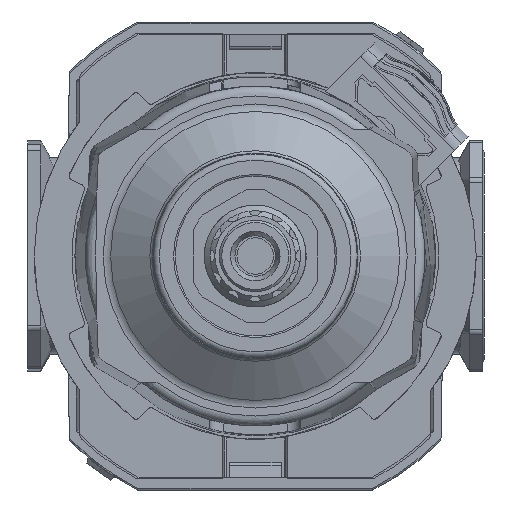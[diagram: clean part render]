
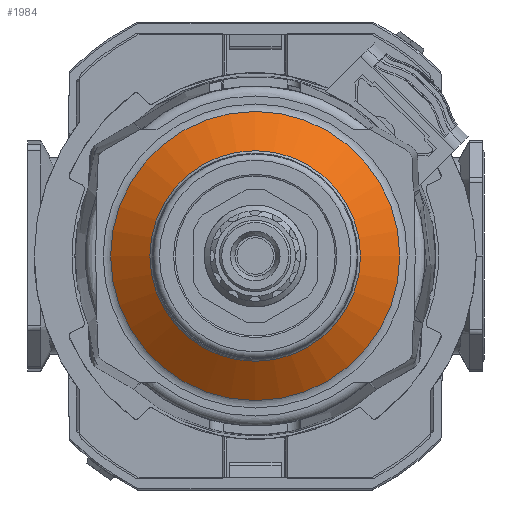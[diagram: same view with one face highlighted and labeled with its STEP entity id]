
A CAD part, front view. The second image highlights one B-rep face of the part: STEP entity #1984.
In plain terms, the highlighted conical face has half-angle 54.996 degrees and reference radius 22.24 mm.
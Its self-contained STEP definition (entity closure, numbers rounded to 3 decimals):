
#1984 = ADVANCED_FACE( '', ( #4507, #4508 ), #4509, .T. );
#4507 = FACE_BOUND( '', #7840, .T. );
#4508 = FACE_OUTER_BOUND( '', #7841, .T. );
#4509 = CONICAL_SURFACE( '', #7842, 22.24, 0.96 );
#7840 = EDGE_LOOP( '', ( #14033 ) );
#7841 = EDGE_LOOP( '', ( #14034 ) );
#7842 = AXIS2_PLACEMENT_3D( '', #14035, #14036, #14037 );
#14033 = ORIENTED_EDGE( '', *, *, #21495, .F. );
#14034 = ORIENTED_EDGE( '', *, *, #21496, .T. );
#14035 = CARTESIAN_POINT( '', ( 0., 5.938, 0. ) );
#14036 = DIRECTION( '', ( 0., 1., 0. ) );
#14037 = DIRECTION( '', ( -1., 0., 0. ) );
#21495 = EDGE_CURVE( '', #26726, #26726, #26727, .T. );
#21496 = EDGE_CURVE( '', #26728, #26728, #26729, .T. );
#26726 = VERTEX_POINT( '', #35620 );
#26727 = CIRCLE( '', #35621, 16.199 );
#26728 = VERTEX_POINT( '', #35622 );
#26729 = CIRCLE( '', #35623, 22.24 );
#35620 = CARTESIAN_POINT( '', ( 16.199, 1.708, 0. ) );
#35621 = AXIS2_PLACEMENT_3D( '', #41520, #41521, #41522 );
#35622 = CARTESIAN_POINT( '', ( 22.24, 5.938, 0. ) );
#35623 = AXIS2_PLACEMENT_3D( '', #41523, #41524, #41525 );
#41520 = CARTESIAN_POINT( '', ( 0., 1.708, 0. ) );
#41521 = DIRECTION( '', ( 0., -1., 0. ) );
#41522 = DIRECTION( '', ( 1., 0., 0. ) );
#41523 = CARTESIAN_POINT( '', ( 0., 5.938, 0. ) );
#41524 = DIRECTION( '', ( 0., -1., 0. ) );
#41525 = DIRECTION( '', ( 1., 0., 0. ) );
